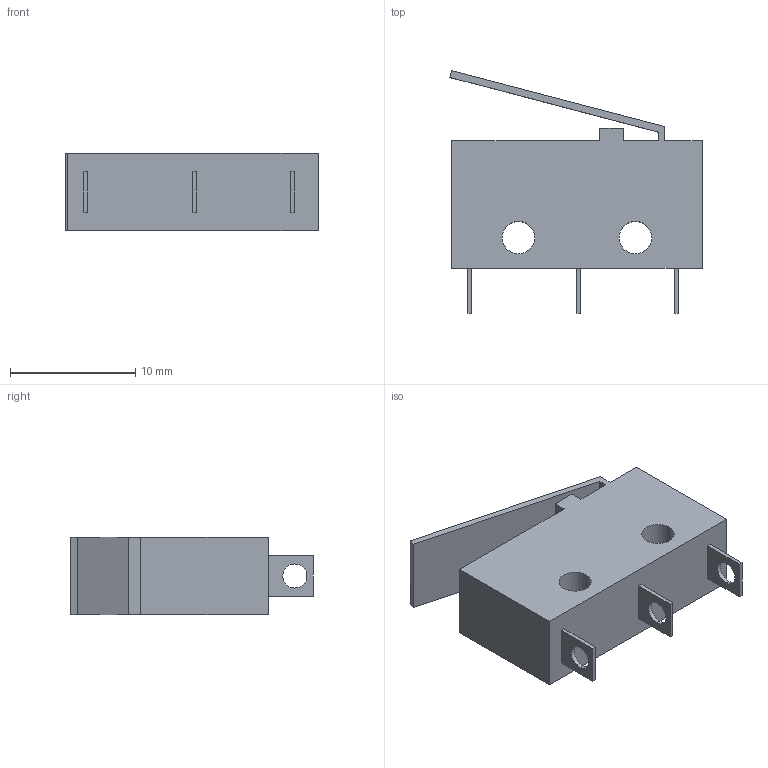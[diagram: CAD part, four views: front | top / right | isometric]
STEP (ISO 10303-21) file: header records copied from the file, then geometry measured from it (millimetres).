
FILE_DESCRIPTION (( 'STEP AP203' ), '1' );
FILE_NAME ('5A_DB2_Microswitch_OFD.STEP', '2022-08-08T13:49:39', ( '' ), ( '' ), 'SwSTEP 2.0', 'SolidWorks 2020', '' );
FILE_SCHEMA (( 'CONFIG_CONTROL_DESIGN' ));
Length unit declared in the file: millimetre
Products named in the file (1): 5A_DB2_Microswitch_OFD
Bounding box: 20.14 x 19.4 x 6.2 mm (x, y, z)
Volume: 1282 mm3; surface area: 1190.4 mm2
Topology: 1 solids, 1 shells, 41 faces, 108 edges, 72 vertices
Faces by surface type: plane 31, cylinder 10
Entity records: 1359 total; most frequent: CARTESIAN_POINT 222, ORIENTED_EDGE 216, DIRECTION 212, EDGE_CURVE 108, VECTOR 88, LINE 88, VERTEX_POINT 72, AXIS2_PLACEMENT_3D 62
